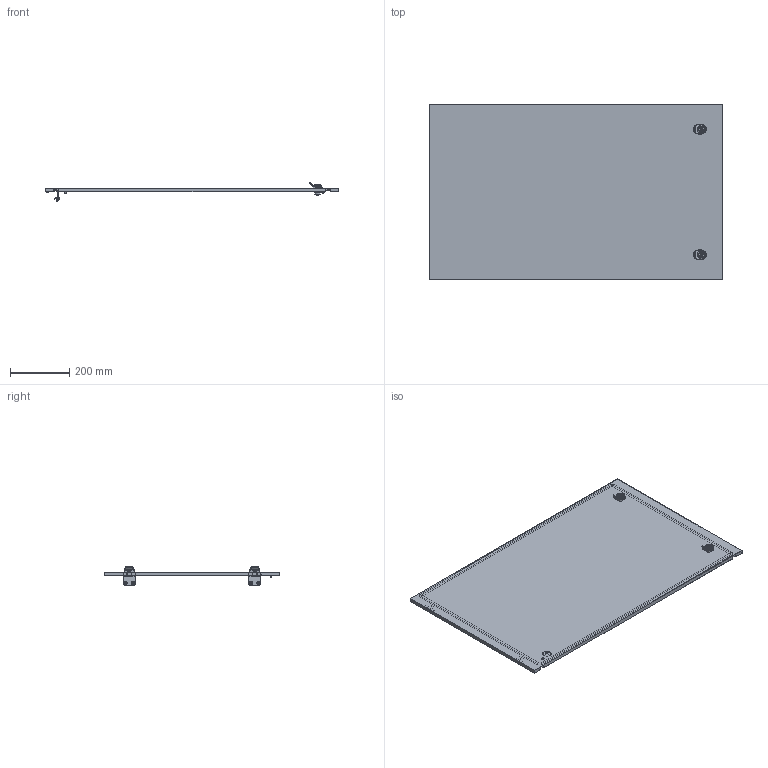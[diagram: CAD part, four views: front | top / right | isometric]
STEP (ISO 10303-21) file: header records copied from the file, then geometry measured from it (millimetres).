
FILE_DESCRIPTION (( 'STEP AP203' ), '1' );
FILE_NAME ('FO-00-ESD-060-100 FORMAT Äâåðü ñåêö. âíåø. 600õ1000 IEK.STEP', '2025-01-21T08:24:37', ( '' ), ( '' ), 'SwSTEP 2.0', 'SolidWorks 2022', '' );
FILE_SCHEMA (( 'CONFIG_CONTROL_DESIGN' ));
Products named in the file (3): Петля; FO-00-ESD-060-100 FORMAT Дверь секц. внеш. 600х1000 IEK
Assembly tree (3 placements, depth 2):
  FO-00-ESD-060-100 FORMAT Дверь секц. внеш. 600х1000 IEK
    FO-00-ESD-060-100 FORMAT Дверь секц. внеш. 600х1000 IEK
    Петля  x2
Bounding box: 995 x 596 x 62.56 mm (x, y, z)
Volume: 1472556.1 mm3; surface area: 1394968.3 mm2
Topology: 16 solids, 22 shells, 1971 faces, 5423 edges, 3420 vertices
Faces by surface type: cylinder 662, plane 567, bspline 434, cone 116, sphere 114, torus 78
Entity records: 109741 total; most frequent: CARTESIAN_POINT 66317, ORIENTED_EDGE 10252, DIRECTION 7500, EDGE_CURVE 5126, VERTEX_POINT 3238, AXIS2_PLACEMENT_3D 2755, VECTOR 1990, LINE 1990
